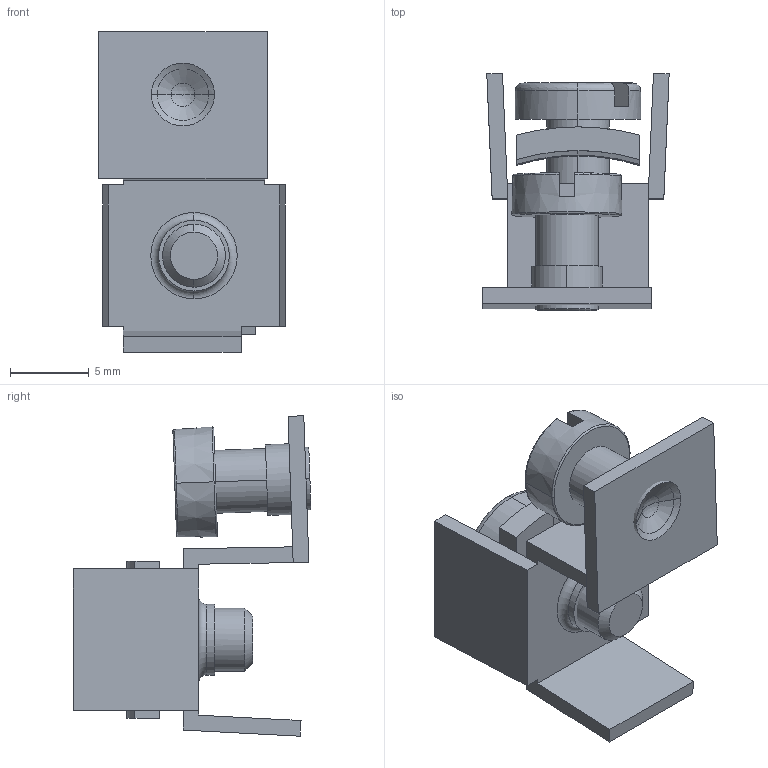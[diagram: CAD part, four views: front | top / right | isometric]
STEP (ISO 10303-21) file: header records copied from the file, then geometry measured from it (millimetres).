
FILE_DESCRIPTION (( 'STEP AP214' ), '1' );
FILE_NAME ('6288704.stp', '2016-04-28T06:37:16', ( '' ), ( '' ), 'SwSTEP 2.0', 'SolidWorks 2014', '' );
FILE_SCHEMA (( 'AUTOMOTIVE_DESIGN' ));
Length unit declared in the file: millimetre
Products named in the file (4): 52452A8_Standard; P_52213A5_1_Standard; 42580A_Standard; 6288704
Assembly tree (3 placements, depth 2):
  6288704
    42580A_Standard
    P_52213A5_1_Standard
    52452A8_Standard
Bounding box: 11.85 x 15.13 x 20.38 mm (x, y, z)
Volume: 906.3 mm3; surface area: 1749.7 mm2
Topology: 3 solids, 3 shells, 118 faces, 287 edges, 179 vertices
Faces by surface type: plane 45, bspline 30, cylinder 28, torus 9, cone 4, sphere 2
Entity records: 5331 total; most frequent: CARTESIAN_POINT 1958, ORIENTED_EDGE 574, DIRECTION 481, EDGE_CURVE 287, VERTEX_POINT 179, AXIS2_PLACEMENT_3D 173, LINE 135, VECTOR 135
